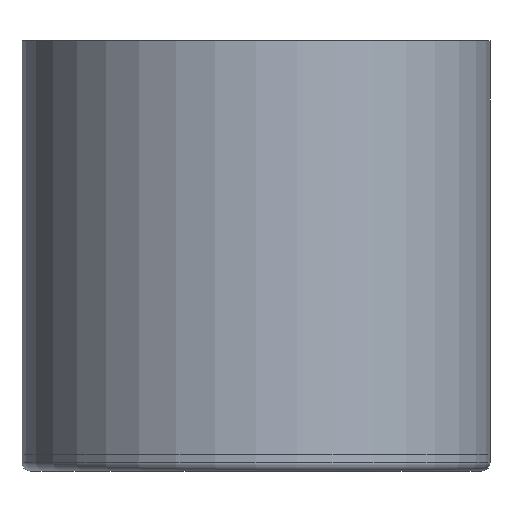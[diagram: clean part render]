
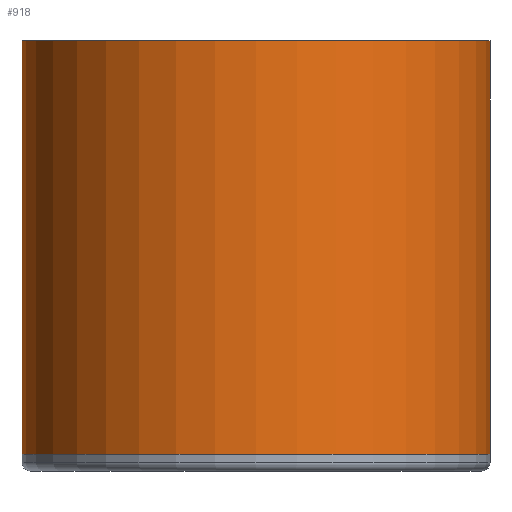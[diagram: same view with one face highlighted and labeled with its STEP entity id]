
A CAD part, front view. The second image highlights one B-rep face of the part: STEP entity #918.
In plain terms, the highlighted cylindrical face has radius 27.75 mm (diameter 55.5 mm), a full revolution.
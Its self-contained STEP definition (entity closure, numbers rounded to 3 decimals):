
#60=CIRCLE('',#992,27.75);
#61=CIRCLE('',#993,27.75);
#104=CYLINDRICAL_SURFACE('',#991,27.75);
#123=FACE_OUTER_BOUND('',#176,.T.);
#176=EDGE_LOOP('',(#644,#645,#646,#647));
#259=LINE('',#1391,#342);
#342=VECTOR('',#1111,27.75);
#425=VERTEX_POINT('',#1388);
#426=VERTEX_POINT('',#1390);
#510=EDGE_CURVE('',#425,#425,#60,.T.);
#511=EDGE_CURVE('',#425,#426,#259,.T.);
#512=EDGE_CURVE('',#426,#426,#61,.T.);
#644=ORIENTED_EDGE('',*,*,#510,.F.);
#645=ORIENTED_EDGE('',*,*,#511,.T.);
#646=ORIENTED_EDGE('',*,*,#512,.F.);
#647=ORIENTED_EDGE('',*,*,#511,.F.);
#918=ADVANCED_FACE('',(#123),#104,.T.);
#991=AXIS2_PLACEMENT_3D('',#1387,#1107,#1108);
#992=AXIS2_PLACEMENT_3D('',#1389,#1109,#1110);
#993=AXIS2_PLACEMENT_3D('',#1392,#1112,#1113);
#1107=DIRECTION('center_axis',(0.,0.,-1.));
#1108=DIRECTION('ref_axis',(1.,0.,0.));
#1109=DIRECTION('center_axis',(0.,0.,-1.));
#1110=DIRECTION('ref_axis',(1.,0.,0.));
#1111=DIRECTION('',(0.,0.,1.));
#1112=DIRECTION('center_axis',(0.,0.,1.));
#1113=DIRECTION('ref_axis',(1.,0.,0.));
#1387=CARTESIAN_POINT('Origin',(0.,0.,3.));
#1388=CARTESIAN_POINT('',(-27.75,0.,-46.));
#1389=CARTESIAN_POINT('Origin',(0.,0.,-46.));
#1390=CARTESIAN_POINT('',(-27.75,0.,3.));
#1391=CARTESIAN_POINT('',(-27.75,0.,3.));
#1392=CARTESIAN_POINT('Origin',(0.,0.,3.));
